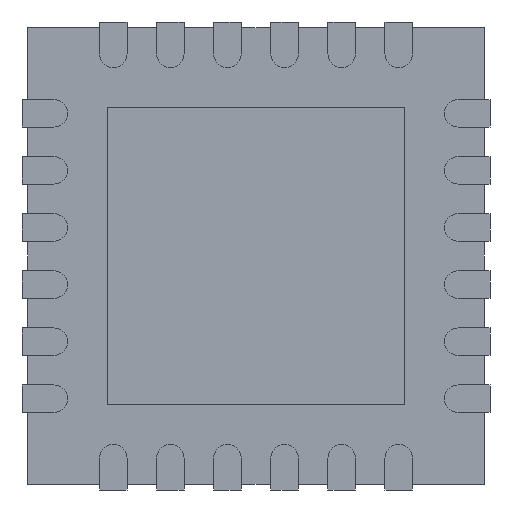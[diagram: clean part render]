
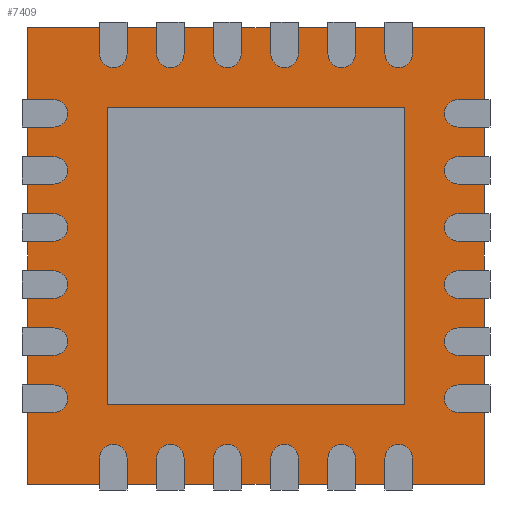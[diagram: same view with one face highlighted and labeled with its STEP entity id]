
A CAD part, front view. The second image highlights one B-rep face of the part: STEP entity #7409.
In plain terms, the highlighted planar face has unit normal (0, -1, 0).
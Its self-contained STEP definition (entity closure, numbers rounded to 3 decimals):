
#7218 = CARTESIAN_POINT ( 'NONE',  ( -2., 0.05, -2. ) ) ;
#7219 = VERTEX_POINT ( 'NONE', #7218 ) ;
#7220 = CARTESIAN_POINT ( 'NONE',  ( -2., 0.05, 2. ) ) ;
#7221 = VERTEX_POINT ( 'NONE', #7220 ) ;
#7222 = CARTESIAN_POINT ( 'NONE',  ( -2., 0.05, 2. ) ) ;
#7223 = DIRECTION ( 'NONE',  ( 0., 0., 1. ) ) ;
#7224 = VECTOR ( 'NONE', #7223, 1000. ) ;
#7225 = LINE ( 'NONE', #7222, #7224 ) ;
#7226 = EDGE_CURVE ( 'NONE', #7219, #7221, #7225, .T. ) ;
#7258 = CARTESIAN_POINT ( 'NONE',  ( 2., 0.05, 2. ) ) ;
#7259 = VERTEX_POINT ( 'NONE', #7258 ) ;
#7260 = CARTESIAN_POINT ( 'NONE',  ( 2., 0.05, 2. ) ) ;
#7261 = DIRECTION ( 'NONE',  ( 1., 0., 0. ) ) ;
#7262 = VECTOR ( 'NONE', #7261, 1000. ) ;
#7263 = LINE ( 'NONE', #7260, #7262 ) ;
#7264 = EDGE_CURVE ( 'NONE', #7221, #7259, #7263, .T. ) ;
#7289 = CARTESIAN_POINT ( 'NONE',  ( 2., 0.05, -2. ) ) ;
#7290 = VERTEX_POINT ( 'NONE', #7289 ) ;
#7291 = CARTESIAN_POINT ( 'NONE',  ( 2., 0.05, 2. ) ) ;
#7292 = DIRECTION ( 'NONE',  ( 0., 0., -1. ) ) ;
#7293 = VECTOR ( 'NONE', #7292, 1000. ) ;
#7294 = LINE ( 'NONE', #7291, #7293 ) ;
#7295 = EDGE_CURVE ( 'NONE', #7259, #7290, #7294, .T. ) ;
#7320 = CARTESIAN_POINT ( 'NONE',  ( 2., 0.05, -2. ) ) ;
#7321 = DIRECTION ( 'NONE',  ( -1., 0., 0. ) ) ;
#7322 = VECTOR ( 'NONE', #7321, 1000. ) ;
#7323 = LINE ( 'NONE', #7320, #7322 ) ;
#7324 = EDGE_CURVE ( 'NONE', #7290, #7219, #7323, .T. ) ;
#7364 = CARTESIAN_POINT ( 'NONE',  ( 1.3, 0.05, -1.3 ) ) ;
#7365 = VERTEX_POINT ( 'NONE', #7364 ) ;
#7366 = CARTESIAN_POINT ( 'NONE',  ( 1.3, 0.05, 1.3 ) ) ;
#7367 = VERTEX_POINT ( 'NONE', #7366 ) ;
#7368 = CARTESIAN_POINT ( 'NONE',  ( 1.3, 0.05, -1.3 ) ) ;
#7369 = DIRECTION ( 'NONE',  ( 0., 0., 1. ) ) ;
#7370 = VECTOR ( 'NONE', #7369, 1000. ) ;
#7371 = LINE ( 'NONE', #7368, #7370 ) ;
#7372 = EDGE_CURVE ( 'NONE', #7365, #7367, #7371, .T. ) ;
#7373 = ORIENTED_EDGE ( 'NONE', *, *, #7372, .F. ) ;
#7374 = CARTESIAN_POINT ( 'NONE',  ( -1.3, 0.05, -1.3 ) ) ;
#7375 = VERTEX_POINT ( 'NONE', #7374 ) ;
#7376 = CARTESIAN_POINT ( 'NONE',  ( -1.3, 0.05, -1.3 ) ) ;
#7377 = DIRECTION ( 'NONE',  ( 1., 0., 0. ) ) ;
#7378 = VECTOR ( 'NONE', #7377, 1000. ) ;
#7379 = LINE ( 'NONE', #7376, #7378 ) ;
#7380 = EDGE_CURVE ( 'NONE', #7375, #7365, #7379, .T. ) ;
#7381 = ORIENTED_EDGE ( 'NONE', *, *, #7380, .F. ) ;
#7382 = CARTESIAN_POINT ( 'NONE',  ( -1.3, 0.05, 1.3 ) ) ;
#7383 = VERTEX_POINT ( 'NONE', #7382 ) ;
#7384 = CARTESIAN_POINT ( 'NONE',  ( -1.3, 0.05, -1.3 ) ) ;
#7385 = DIRECTION ( 'NONE',  ( 0., 0., -1. ) ) ;
#7386 = VECTOR ( 'NONE', #7385, 1000. ) ;
#7387 = LINE ( 'NONE', #7384, #7386 ) ;
#7388 = EDGE_CURVE ( 'NONE', #7383, #7375, #7387, .T. ) ;
#7389 = ORIENTED_EDGE ( 'NONE', *, *, #7388, .F. ) ;
#7390 = CARTESIAN_POINT ( 'NONE',  ( -1.3, 0.05, 1.3 ) ) ;
#7391 = DIRECTION ( 'NONE',  ( -1., 0., 0. ) ) ;
#7392 = VECTOR ( 'NONE', #7391, 1000. ) ;
#7393 = LINE ( 'NONE', #7390, #7392 ) ;
#7394 = EDGE_CURVE ( 'NONE', #7367, #7383, #7393, .T. ) ;
#7395 = ORIENTED_EDGE ( 'NONE', *, *, #7394, .F. ) ;
#7396 = EDGE_LOOP ( 'NONE', ( #7373, #7381, #7389, #7395 ) ) ;
#7397 = FACE_BOUND ( 'NONE', #7396, .T. ) ;
#7398 = ORIENTED_EDGE ( 'NONE', *, *, #7226, .F. ) ;
#7399 = ORIENTED_EDGE ( 'NONE', *, *, #7324, .F. ) ;
#7400 = ORIENTED_EDGE ( 'NONE', *, *, #7295, .F. ) ;
#7401 = ORIENTED_EDGE ( 'NONE', *, *, #7264, .F. ) ;
#7402 = EDGE_LOOP ( 'NONE', ( #7398, #7399, #7400, #7401 ) ) ;
#7403 = FACE_OUTER_BOUND ( 'NONE', #7402, .T. ) ;
#7404 = CARTESIAN_POINT ( 'NONE',  ( 0., 0.05, 0. ) ) ;
#7405 = DIRECTION ( 'NONE',  ( 0., 1., 0. ) ) ;
#7406 = DIRECTION ( 'NONE',  ( 0., 0., 1. ) ) ;
#7407 = AXIS2_PLACEMENT_3D ( 'NONE', #7404, #7405, #7406 ) ;
#7408 = PLANE ( 'NONE', #7407 ) ;
#7409 = ADVANCED_FACE ( 'NONE', ( #7397, #7403 ), #7408, .F. ) ;
